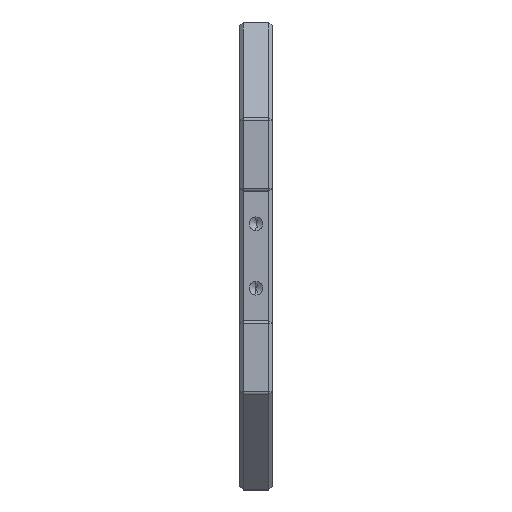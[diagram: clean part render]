
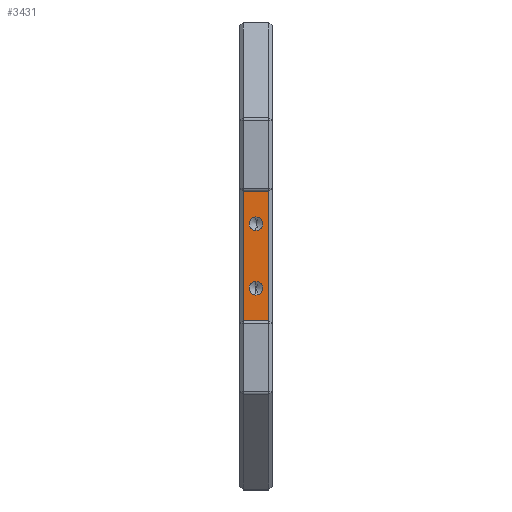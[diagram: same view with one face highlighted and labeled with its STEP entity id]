
A CAD part, left-side view. The second image highlights one B-rep face of the part: STEP entity #3431.
In plain terms, the highlighted planar face has unit normal (-1, 0, 0).
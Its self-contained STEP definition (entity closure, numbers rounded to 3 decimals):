
#477 = VECTOR ( 'NONE', #2220, 1000. ) ;
#513 = CARTESIAN_POINT ( 'NONE',  ( -124., 0., -10. ) ) ;
#524 = ORIENTED_EDGE ( 'NONE', *, *, #11217, .T. ) ;
#630 = EDGE_CURVE ( 'NONE', #10760, #8885, #5338, .T. ) ;
#740 = VERTEX_POINT ( 'NONE', #4659 ) ;
#922 = CARTESIAN_POINT ( 'NONE',  ( -124., 4., -20. ) ) ;
#1017 = CARTESIAN_POINT ( 'NONE',  ( -124., 4., 20. ) ) ;
#1067 = EDGE_LOOP ( 'NONE', ( #1643, #2115 ) ) ;
#1336 = EDGE_CURVE ( 'NONE', #2481, #11115, #11012, .T. ) ;
#1574 = ORIENTED_EDGE ( 'NONE', *, *, #2372, .F. ) ;
#1597 = VERTEX_POINT ( 'NONE', #6087 ) ;
#1643 = ORIENTED_EDGE ( 'NONE', *, *, #9039, .F. ) ;
#1850 = FACE_BOUND ( 'NONE', #1067, .T. ) ;
#1941 = CARTESIAN_POINT ( 'NONE',  ( -124., 0., 10. ) ) ;
#2115 = ORIENTED_EDGE ( 'NONE', *, *, #11169, .F. ) ;
#2220 = DIRECTION ( 'NONE',  ( 0., 0., -1. ) ) ;
#2250 = EDGE_CURVE ( 'NONE', #8885, #10760, #8608, .T. ) ;
#2310 = DIRECTION ( 'NONE',  ( 0., 1., 0. ) ) ;
#2326 = LINE ( 'NONE', #9287, #3012 ) ;
#2372 = EDGE_CURVE ( 'NONE', #7020, #11115, #7701, .T. ) ;
#2481 = VERTEX_POINT ( 'NONE', #1017 ) ;
#2595 = ORIENTED_EDGE ( 'NONE', *, *, #1336, .T. ) ;
#2889 = DIRECTION ( 'NONE',  ( 0., 0., 1. ) ) ;
#3012 = VECTOR ( 'NONE', #3027, 1000. ) ;
#3019 = CARTESIAN_POINT ( 'NONE',  ( -124., 0., -10. ) ) ;
#3027 = DIRECTION ( 'NONE',  ( 0., 0., 1. ) ) ;
#3148 = DIRECTION ( 'NONE',  ( -1., 0., 0. ) ) ;
#3227 = VECTOR ( 'NONE', #11231, 1000. ) ;
#3431 = ADVANCED_FACE ( 'NONE', ( #4311, #1850, #7038 ), #10580, .T. ) ;
#3513 = AXIS2_PLACEMENT_3D ( 'NONE', #1941, #10895, #10724 ) ;
#4074 = CARTESIAN_POINT ( 'NONE',  ( -124., -5., 20. ) ) ;
#4311 = FACE_BOUND ( 'NONE', #5328, .T. ) ;
#4659 = CARTESIAN_POINT ( 'NONE',  ( -124., -4., 20. ) ) ;
#4689 = CARTESIAN_POINT ( 'NONE',  ( -124., -5., 0. ) ) ;
#4723 = CARTESIAN_POINT ( 'NONE',  ( -124., 0., 12.1 ) ) ;
#4787 = DIRECTION ( 'NONE',  ( 0., 0., 1. ) ) ;
#5315 = CIRCLE ( 'NONE', #10348, 2.1 ) ;
#5328 = EDGE_LOOP ( 'NONE', ( #10051, #5905 ) ) ;
#5338 = CIRCLE ( 'NONE', #5874, 2.1 ) ;
#5361 = CIRCLE ( 'NONE', #9692, 2.1 ) ;
#5842 = VERTEX_POINT ( 'NONE', #11049 ) ;
#5874 = AXIS2_PLACEMENT_3D ( 'NONE', #7500, #8300, #10142 ) ;
#5905 = ORIENTED_EDGE ( 'NONE', *, *, #2250, .F. ) ;
#6087 = CARTESIAN_POINT ( 'NONE',  ( -124., 0., -12.1 ) ) ;
#6804 = CARTESIAN_POINT ( 'NONE',  ( -124., -5., -20. ) ) ;
#7020 = VERTEX_POINT ( 'NONE', #10301 ) ;
#7038 = FACE_OUTER_BOUND ( 'NONE', #8024, .T. ) ;
#7271 = AXIS2_PLACEMENT_3D ( 'NONE', #4689, #9205, #2889 ) ;
#7403 = CARTESIAN_POINT ( 'NONE',  ( -124., 0., 7.9 ) ) ;
#7500 = CARTESIAN_POINT ( 'NONE',  ( -124., 0., 10. ) ) ;
#7701 = LINE ( 'NONE', #6804, #9361 ) ;
#8024 = EDGE_LOOP ( 'NONE', ( #524, #2595, #1574, #11533 ) ) ;
#8300 = DIRECTION ( 'NONE',  ( -1., 0., 0. ) ) ;
#8476 = CARTESIAN_POINT ( 'NONE',  ( -124., 4., 0. ) ) ;
#8608 = CIRCLE ( 'NONE', #3513, 2.1 ) ;
#8885 = VERTEX_POINT ( 'NONE', #7403 ) ;
#9039 = EDGE_CURVE ( 'NONE', #5842, #1597, #5361, .T. ) ;
#9205 = DIRECTION ( 'NONE',  ( -1., 0., 0. ) ) ;
#9287 = CARTESIAN_POINT ( 'NONE',  ( -124., -4., 20. ) ) ;
#9361 = VECTOR ( 'NONE', #2310, 1000. ) ;
#9409 = EDGE_CURVE ( 'NONE', #7020, #740, #2326, .T. ) ;
#9523 = DIRECTION ( 'NONE',  ( -1., 0., 0. ) ) ;
#9692 = AXIS2_PLACEMENT_3D ( 'NONE', #513, #9523, #10423 ) ;
#10051 = ORIENTED_EDGE ( 'NONE', *, *, #630, .F. ) ;
#10142 = DIRECTION ( 'NONE',  ( 0., 0., 1. ) ) ;
#10301 = CARTESIAN_POINT ( 'NONE',  ( -124., -4., -20. ) ) ;
#10348 = AXIS2_PLACEMENT_3D ( 'NONE', #3019, #3148, #4787 ) ;
#10423 = DIRECTION ( 'NONE',  ( 0., 0., 1. ) ) ;
#10525 = LINE ( 'NONE', #4074, #3227 ) ;
#10580 = PLANE ( 'NONE',  #7271 ) ;
#10724 = DIRECTION ( 'NONE',  ( 0., 0., 1. ) ) ;
#10760 = VERTEX_POINT ( 'NONE', #4723 ) ;
#10895 = DIRECTION ( 'NONE',  ( -1., 0., 0. ) ) ;
#11012 = LINE ( 'NONE', #8476, #477 ) ;
#11049 = CARTESIAN_POINT ( 'NONE',  ( -124., 0., -7.9 ) ) ;
#11115 = VERTEX_POINT ( 'NONE', #922 ) ;
#11169 = EDGE_CURVE ( 'NONE', #1597, #5842, #5315, .T. ) ;
#11217 = EDGE_CURVE ( 'NONE', #740, #2481, #10525, .T. ) ;
#11231 = DIRECTION ( 'NONE',  ( 0., 1., 0. ) ) ;
#11533 = ORIENTED_EDGE ( 'NONE', *, *, #9409, .T. ) ;
